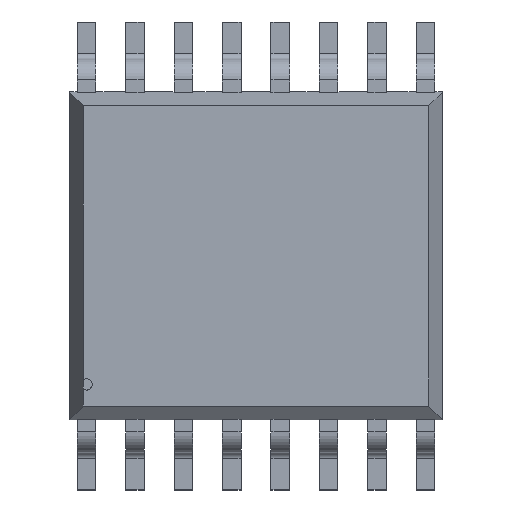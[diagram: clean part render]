
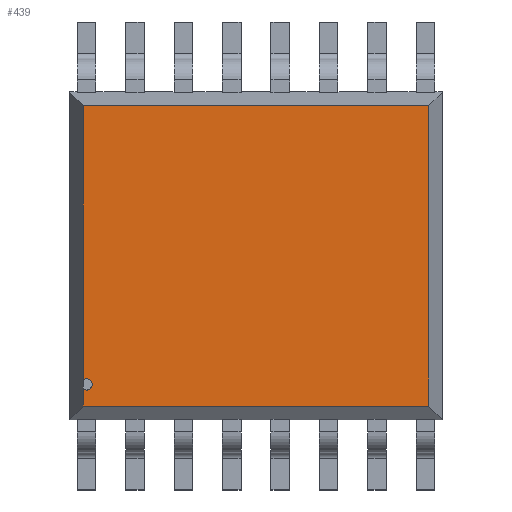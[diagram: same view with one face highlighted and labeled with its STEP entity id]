
A CAD part, top view. The second image highlights one B-rep face of the part: STEP entity #439.
In plain terms, the highlighted planar face has unit normal (0, 0, 1).
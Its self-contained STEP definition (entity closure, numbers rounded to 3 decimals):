
#42 = VERTEX_POINT ( 'NONE', #2977 ) ;
#43 = VERTEX_POINT ( 'NONE', #2976 ) ;
#58 = EDGE_CURVE ( 'NONE', #43, #42, #3039, .T. ) ;
#124 = EDGE_CURVE ( 'NONE', #200, #160, #3172, .T. ) ;
#160 = VERTEX_POINT ( 'NONE', #3290 ) ;
#178 = VERTEX_POINT ( 'NONE', #3324 ) ;
#200 = VERTEX_POINT ( 'NONE', #3347 ) ;
#228 = EDGE_CURVE ( 'NONE', #229, #178, #3364, .T. ) ;
#229 = VERTEX_POINT ( 'NONE', #3360 ) ;
#438 = ORIENTED_EDGE ( 'NONE', *, *, #475, .F. ) ;
#439 = ADVANCED_FACE ( 'NONE', ( #3818 ), #3862, .T. ) ;
#440 = EDGE_LOOP ( 'NONE', ( #438, #477, #479, #480, #482, #483, #485 ) ) ;
#475 = EDGE_CURVE ( 'NONE', #476, #43, #3893, .T. ) ;
#476 = VERTEX_POINT ( 'NONE', #3951 ) ;
#477 = ORIENTED_EDGE ( 'NONE', *, *, #478, .T. ) ;
#478 = EDGE_CURVE ( 'NONE', #476, #229, #3950, .T. ) ;
#479 = ORIENTED_EDGE ( 'NONE', *, *, #228, .T. ) ;
#480 = ORIENTED_EDGE ( 'NONE', *, *, #481, .T. ) ;
#481 = EDGE_CURVE ( 'NONE', #178, #200, #3946, .T. ) ;
#482 = ORIENTED_EDGE ( 'NONE', *, *, #124, .T. ) ;
#483 = ORIENTED_EDGE ( 'NONE', *, *, #484, .T. ) ;
#484 = EDGE_CURVE ( 'NONE', #160, #42, #3942, .T. ) ;
#485 = ORIENTED_EDGE ( 'NONE', *, *, #58, .F. ) ;
#2976 = CARTESIAN_POINT ( 'NONE',  ( 0.076, 0.793, 1.092 ) ) ;
#2977 = CARTESIAN_POINT ( 'NONE',  ( -0.04, 0.858, 1.092 ) ) ;
#3035 = DIRECTION ( 'NONE',  ( 1., 0., 0. ) ) ;
#3036 = DIRECTION ( 'NONE',  ( 0., 0., 1. ) ) ;
#3037 = CARTESIAN_POINT ( 'NONE',  ( 0., 0.793, 1.092 ) ) ;
#3038 = AXIS2_PLACEMENT_3D ( 'NONE', #3037, #3036, #3035 ) ;
#3039 = CIRCLE ( 'NONE', #3038, 0.076 ) ;
#3169 = DIRECTION ( 'NONE',  ( -1., 0., 0. ) ) ;
#3170 = VECTOR ( 'NONE', #3169, 1000. ) ;
#3171 = CARTESIAN_POINT ( 'NONE',  ( -0.225, 4.533, 1.092 ) ) ;
#3172 = LINE ( 'NONE', #3171, #3170 ) ;
#3290 = CARTESIAN_POINT ( 'NONE',  ( -0.04, 4.533, 1.092 ) ) ;
#3324 = CARTESIAN_POINT ( 'NONE',  ( 4.59, 0.502, 1.092 ) ) ;
#3347 = CARTESIAN_POINT ( 'NONE',  ( 4.59, 4.533, 1.092 ) ) ;
#3360 = CARTESIAN_POINT ( 'NONE',  ( -0.04, 0.502, 1.092 ) ) ;
#3361 = DIRECTION ( 'NONE',  ( 1., 0., 0. ) ) ;
#3362 = VECTOR ( 'NONE', #3361, 1000. ) ;
#3363 = CARTESIAN_POINT ( 'NONE',  ( 4.775, 0.502, 1.092 ) ) ;
#3364 = LINE ( 'NONE', #3363, #3362 ) ;
#3818 = FACE_OUTER_BOUND ( 'NONE', #440, .T. ) ;
#3856 = DIRECTION ( 'NONE',  ( 1., 0., 0. ) ) ;
#3857 = DIRECTION ( 'NONE',  ( 0., 0., 1. ) ) ;
#3858 = CARTESIAN_POINT ( 'NONE',  ( -0.225, 0.318, 1.092 ) ) ;
#3859 = AXIS2_PLACEMENT_3D ( 'NONE', #3858, #3857, #3856 ) ;
#3862 = PLANE ( 'NONE',  #3859 ) ;
#3893 = CIRCLE ( 'NONE', #3955, 0.076 ) ;
#3938 = DIRECTION ( 'NONE',  ( 0., -1., 0. ) ) ;
#3939 = VECTOR ( 'NONE', #3938, 1000. ) ;
#3940 = CARTESIAN_POINT ( 'NONE',  ( -0.04, 0.318, 1.092 ) ) ;
#3942 = LINE ( 'NONE', #3940, #3939 ) ;
#3943 = DIRECTION ( 'NONE',  ( 0., 1., 0. ) ) ;
#3944 = VECTOR ( 'NONE', #3943, 1000. ) ;
#3945 = CARTESIAN_POINT ( 'NONE',  ( 4.59, 4.718, 1.092 ) ) ;
#3946 = LINE ( 'NONE', #3945, #3944 ) ;
#3947 = DIRECTION ( 'NONE',  ( 0., -1., 0. ) ) ;
#3948 = VECTOR ( 'NONE', #3947, 1000. ) ;
#3949 = CARTESIAN_POINT ( 'NONE',  ( -0.04, 0.318, 1.092 ) ) ;
#3950 = LINE ( 'NONE', #3949, #3948 ) ;
#3951 = CARTESIAN_POINT ( 'NONE',  ( -0.04, 0.728, 1.092 ) ) ;
#3952 = DIRECTION ( 'NONE',  ( 1., 0., 0. ) ) ;
#3953 = DIRECTION ( 'NONE',  ( 0., 0., 1. ) ) ;
#3954 = CARTESIAN_POINT ( 'NONE',  ( 0., 0.793, 1.092 ) ) ;
#3955 = AXIS2_PLACEMENT_3D ( 'NONE', #3954, #3953, #3952 ) ;
